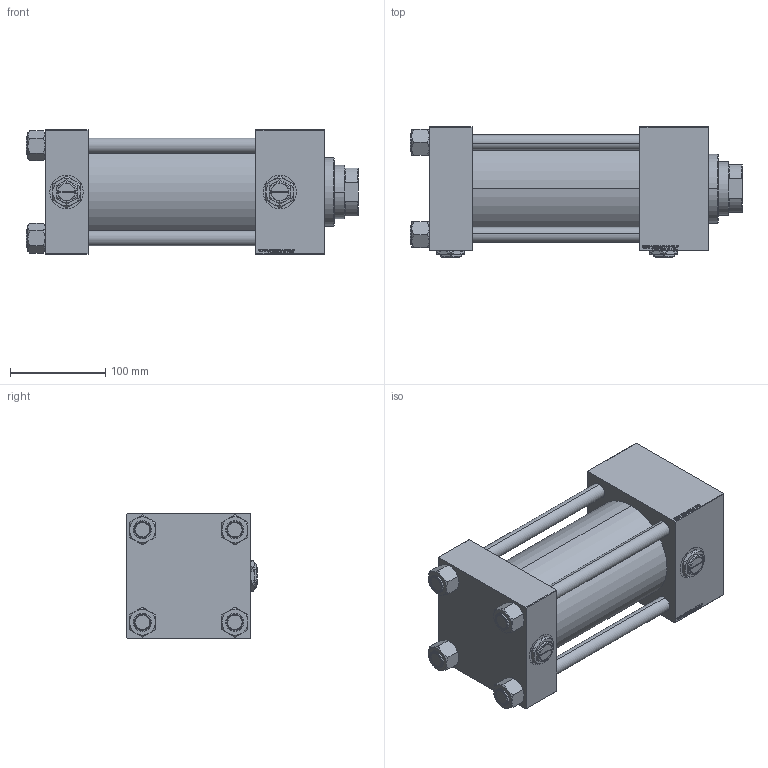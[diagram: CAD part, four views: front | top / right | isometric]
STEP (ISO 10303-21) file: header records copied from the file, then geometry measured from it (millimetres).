
FILE_DESCRIPTION (( 'STEP AP203' ), '1' );
FILE_NAME ('ee9d.STEP', '2022-04-15T22:03:31', ( '' ), ( '' ), 'SwSTEP 2.0', 'SolidWorks 2019', '' );
FILE_SCHEMA (( 'CONFIG_CONTROL_DESIGN' ));
Length unit declared in the file: millimetre
Products named in the file (7): Zatka_pro_OIL_PORT 018d5dbadc3403b2e6b2c7dd5fc35acc; V215_VC_A 018d5dbadc3403b2e6b2c7dd5fc35acc; NUT_M5_C 018d5dbadc3403b2e6b2c7dd5fc35acc; V215CR_C_TYCINKA 018d5dbadc3403b2e6b2c7dd5fc35acc; ee9d; V215CR_C_Body 018d5dbadc3403b2e6b2c7dd5fc35acc; V215CR_VCP_C 018d5dbadc3403b2e6b2c7dd5fc35acc
Assembly tree (13 placements, depth 2):
  ee9d
    V215CR_C_Body 018d5dbadc3403b2e6b2c7dd5fc35acc
    V215CR_VCP_C 018d5dbadc3403b2e6b2c7dd5fc35acc
    NUT_M5_C 018d5dbadc3403b2e6b2c7dd5fc35acc  x4
    V215CR_C_TYCINKA 018d5dbadc3403b2e6b2c7dd5fc35acc  x4
    V215_VC_A 018d5dbadc3403b2e6b2c7dd5fc35acc
    Zatka_pro_OIL_PORT 018d5dbadc3403b2e6b2c7dd5fc35acc  x2
Bounding box: 348 x 137 x 130 mm (x, y, z)
Volume: 2905110.9 mm3; surface area: 448199.7 mm2
Topology: 13 solids, 13 shells, 1303 faces, 3270 edges, 2119 vertices
Faces by surface type: plane 623, bspline 392, cone 178, cylinder 102, torus 8
Entity records: 52945 total; most frequent: CARTESIAN_POINT 27941, ORIENTED_EDGE 5612, DIRECTION 3662, EDGE_CURVE 2806, VERTEX_POINT 1839, VECTOR 1658, LINE 1658, EDGE_LOOP 1245
